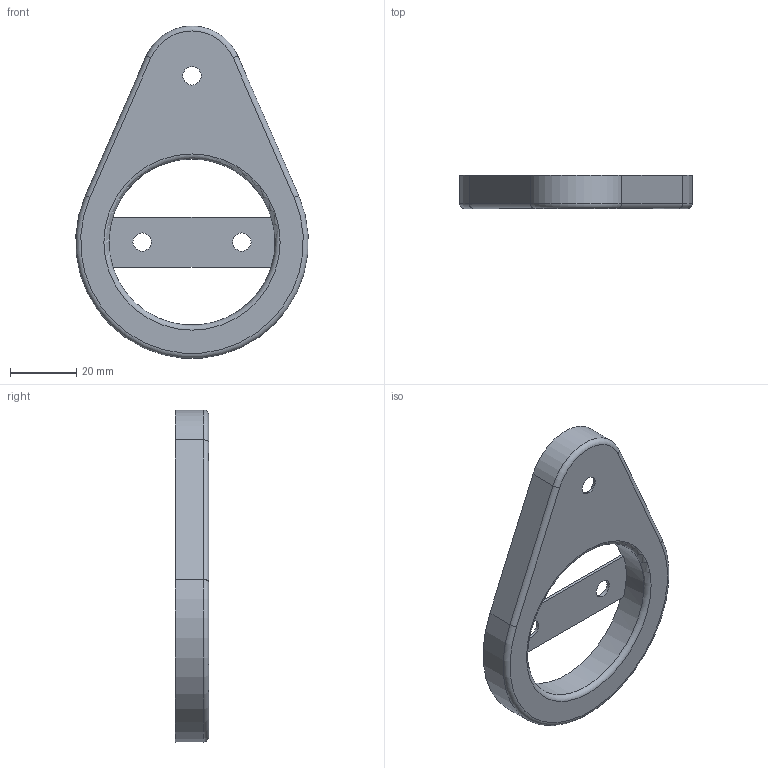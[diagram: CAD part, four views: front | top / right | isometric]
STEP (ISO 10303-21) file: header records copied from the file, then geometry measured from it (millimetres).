
FILE_DESCRIPTION (( 'STEP AP214' ), '1' );
FILE_NAME ('nosilec.STEP', '2022-11-10T14:30:33', ( '' ), ( '' ), 'SwSTEP 2.0', 'SolidWorks 2020', '' );
FILE_SCHEMA (( 'AUTOMOTIVE_DESIGN' ));
Length unit declared in the file: millimetre
Products named in the file (1): nosilec
Bounding box: 69.84 x 10 x 99.87 mm (x, y, z)
Volume: 7302.5 mm3; surface area: 15142.4 mm2
Topology: 1 solids, 1 shells, 31 faces, 74 edges, 46 vertices
Faces by surface type: cylinder 13, plane 11, torus 7
Full cylindrical faces by diameter (mm): 5.5 x3, 50 x1, 52 x1
Entity records: 900 total; most frequent: DIRECTION 164, CARTESIAN_POINT 140, ORIENTED_EDGE 128, AXIS2_PLACEMENT_3D 68, EDGE_CURVE 64, EDGE_LOOP 50, VERTEX_POINT 44, FACE_OUTER_BOUND 39
